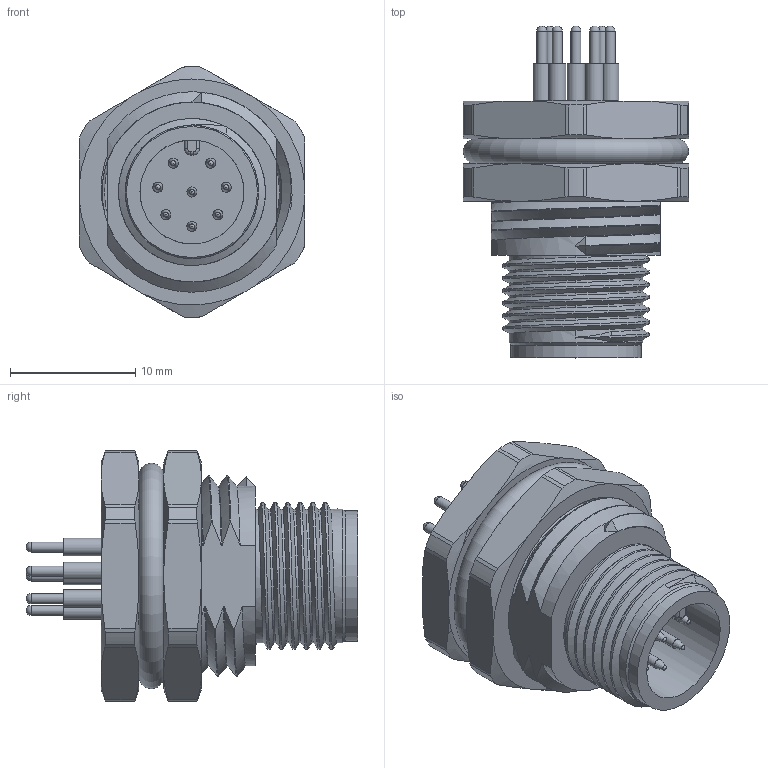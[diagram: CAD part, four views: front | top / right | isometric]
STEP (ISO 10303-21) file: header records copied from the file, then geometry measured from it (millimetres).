
FILE_DESCRIPTION(/* description */ ('Unknown'),/* implementation_level */ '2;1');
FILE_NAME(/* name */ '643250100408',/* time_stamp */ '2024-06-05T13:58:59+02:00',/* author */ ('Unknown'),/* organization */ ('Unknown'),/* preprocessor_version */ 'ST-DEVELOPER v18.104',/* originating_system */ 'Solid Edge',/* authorisation */ 'Unknown');
FILE_SCHEMA (('AUTOMOTIVE_DESIGN {1 0 10303 214 3 1 1}'));
Length unit declared in the file: millimetre
Products named in the file (7): 6432501004xx; 6431501006xx_Shell; 643150100608; 643250100408_Pin; 643xx01004xx_Panel O-Ring; 643xx01006xx_Panel Nut; 6432501006xx_glue
Assembly tree (13 placements, depth 2):
  6432501004xx
    6431501006xx_Shell
    643150100608
    643250100408_Pin  x8
    643xx01004xx_Panel O-Ring
    643xx01006xx_Panel Nut
    6432501006xx_glue
Bounding box: 18.04 x 26.5 x 20 mm (x, y, z)
Volume: 3246.3 mm3; surface area: 5838.1 mm2
Topology: 37 solids, 37 shells, 540 faces, 1215 edges, 793 vertices
Faces by surface type: cylinder 203, plane 179, cone 63, torus 56, bspline 31, sphere 8
Full cylindrical faces by diameter (mm): 0.8 x24, 1.1 x8, 1.2 x8, 1.26 x8, 1.29 x24, 1.3 x8, 1.39 x24, 1.4 x8, 1.56 x8, 1.6 x8, 8.3 x1, 9.44 x2, 9.45 x1, 10.45 x1, 10.65 x7, 10.8 x10, 11.1 x4, 11.207 x4
Entity records: 22138 total; most frequent: CARTESIAN_POINT 15690, ORIENTED_EDGE 1232, DIRECTION 1182, EDGE_CURVE 616, AXIS2_PLACEMENT_3D 499, VERTEX_POINT 455, FACE_BOUND 451, EDGE_LOOP 450
